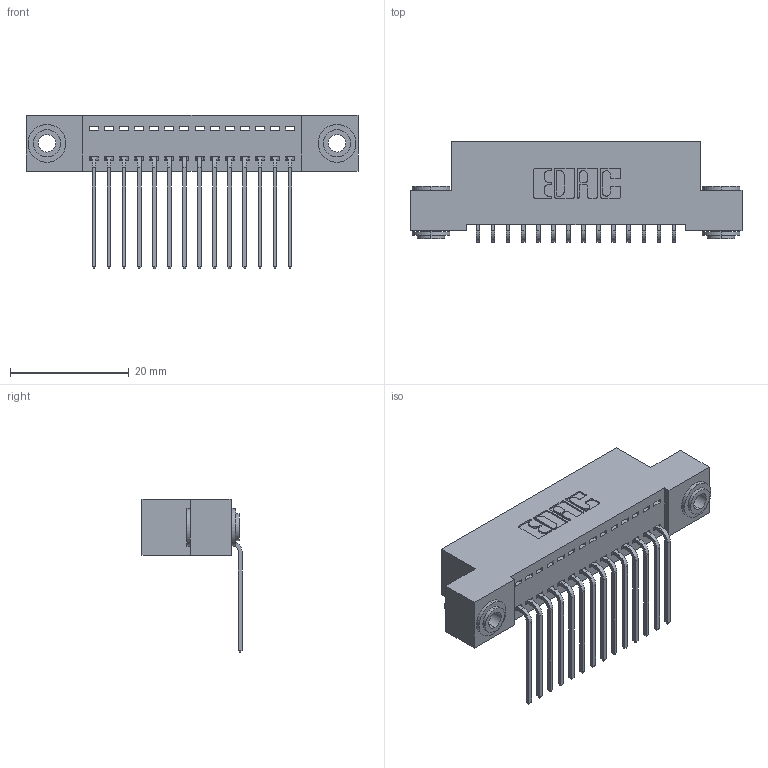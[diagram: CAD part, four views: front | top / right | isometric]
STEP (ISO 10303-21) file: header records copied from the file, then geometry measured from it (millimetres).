
FILE_DESCRIPTION (( 'STEP AP203' ), '1' );
FILE_NAME ('342-014-559-103.STEP', '2018-08-10T18:36:33', ( '' ), ( '' ), 'SwSTEP 2.0', 'SolidWorks 2016', '' );
FILE_SCHEMA (( 'CONFIG_CONTROL_DESIGN' ));
Length unit declared in the file: inch
Products named in the file (4): 342-014-559-103; 342 Part_.156 TH; 345-292-001_558 559 Tail - 1; 342-250-002_345-250-002-102
Assembly tree (17 placements, depth 2):
  342-014-559-103
    342 Part_.156 TH
    345-292-001_558 559 Tail - 1  x14
    342-250-002_345-250-002-102  x2
Bounding box: 55.88 x 16.83 x 25.78 mm (x, y, z)
Volume: 4865.9 mm3; surface area: 7113.6 mm2
Topology: 17 solids, 17 shells, 988 faces, 2923 edges, 1926 vertices
Faces by surface type: plane 692, cylinder 288, cone 8
Entity records: 12782 total; most frequent: CARTESIAN_POINT 2187, ORIENTED_EDGE 2130, DIRECTION 1935, EDGE_CURVE 1065, VECTOR 913, LINE 913, VERTEX_POINT 706, AXIS2_PLACEMENT_3D 511
